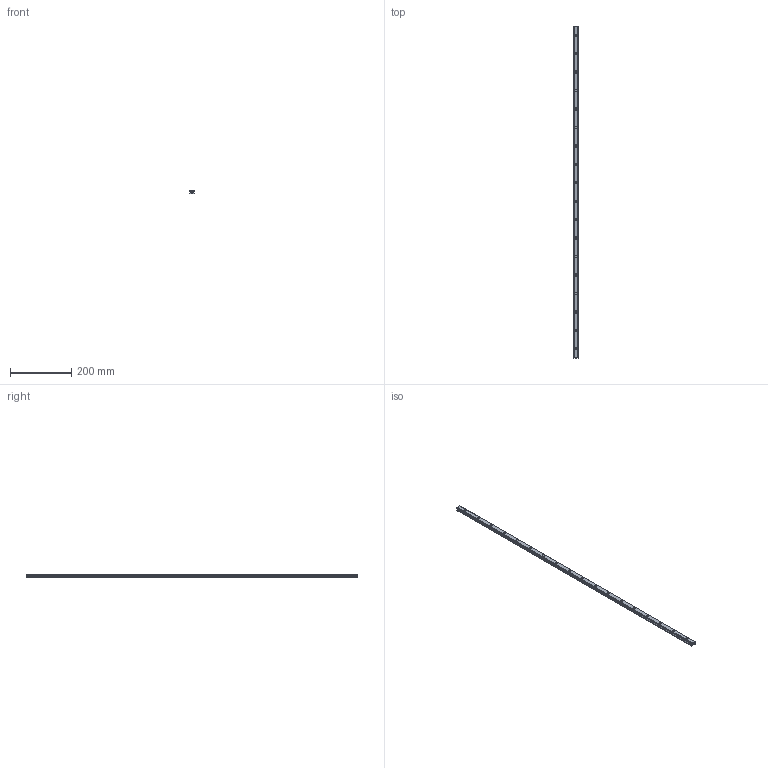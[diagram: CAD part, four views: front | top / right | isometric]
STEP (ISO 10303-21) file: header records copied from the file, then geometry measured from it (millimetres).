
FILE_DESCRIPTION(('STEP AP214'),'1');
FILE_NAME('cctmp_B8619BEA-E1F0-44E1-8088-B033E3721619_2021_02_03_11_29_10_0467..stp','2021-02-03T10:29:10',('HIWIN GmbH'),('CADClick - www.CADClick.com'),'Spatial InterOp 3D',' ','unknown authorization');
FILE_SCHEMA(('AUTOMOTIVE_DESIGN'));
Length unit declared in the file: millimetre
Products named in the file (1): EGR15U1080C_FILE
Bounding box: 15 x 1080 x 12.5 mm (x, y, z)
Volume: 172045 mm3; surface area: 65976.6 mm2
Topology: 1 solids, 1 shells, 283 faces, 723 edges, 482 vertices
Faces by surface type: plane 157, cylinder 126
Entity records: 10989 total; most frequent: DIRECTION 1615, CARTESIAN_POINT 1489, ORIENTED_EDGE 1446, EDGE_CURVE 723, AXIS2_PLACEMENT_3D 608, VERTEX_POINT 482, LINE 399, VECTOR 399
